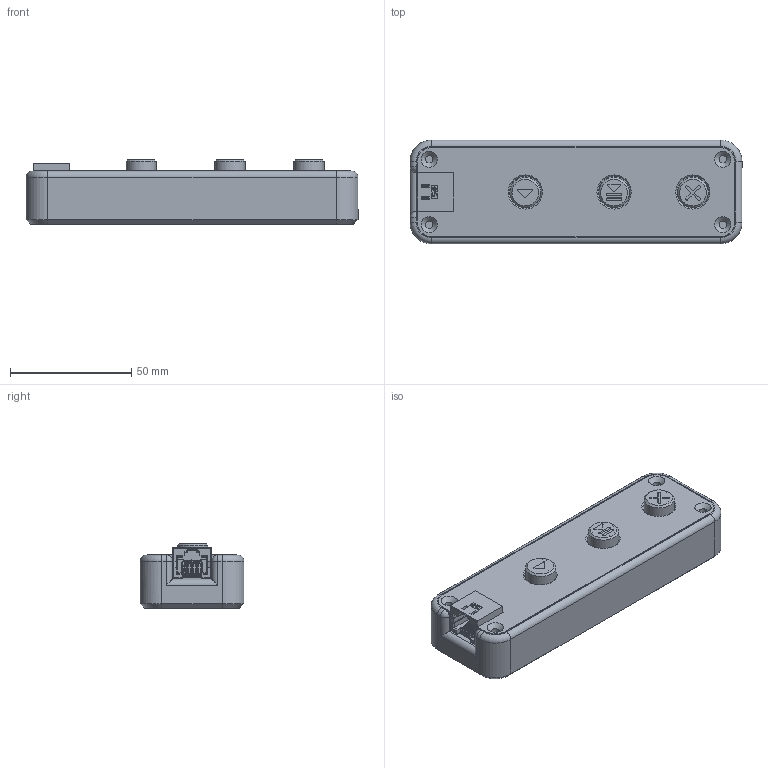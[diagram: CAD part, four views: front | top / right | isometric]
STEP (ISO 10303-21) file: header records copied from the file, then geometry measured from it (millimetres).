
FILE_DESCRIPTION(/* description */ (''),/* implementation_level */ '2;1');
FILE_NAME(/* name */ 'Button Breakout Case v2.step',/* time_stamp */ '2022-09-13T18:25:52-07:00',/* author */ (''),/* organization */ (''),/* preprocessor_version */ 'ST-DEVELOPER v19',/* originating_system */ 'Autodesk Translation Framework v11.7.0.108',/* authorisation */ '');
FILE_SCHEMA (('AUTOMOTIVE_DESIGN { 1 0 10303 214 3 1 1 }'));
Products named in the file (40): Button Breakout Case; USER_SW_Breakout v1; Board (2); Open CASCADE STEP translator 6.8 3.1.1; J24; Conn_Amphenol_RJHSE-5080_eec; SW3; SW2; SW1; c-4-1437565-2-s-3d; R91; R90; R89; R88; R87; R86; R85; User_Library-RES_1609-0603; D34; User_Library-LED_0603_R (1); D33; User_Library-LED_0603_R (1)_1; D32; User_Library-LED_0603_R (1)_2; D31; User_Library-LED_0603_R (1)_3; User_Library-LED_0603_R_Pocket002 (1); User_Library-LED_0603_R_Pad004 (1); User_Library-LED_0603_R_Fillet (1); User_Library-LED_0603_R_Pocket001 (1); User_Library-LED_0603_R_Pad (1); J26; Top Cover Button Breakout; Bottom Button Breakout Enclosure; Halt Button Cover; Start Button Cover; Start Button Lightpipe; Hold Button Cover; Hold Button Lightpipe; Halt Button Lightpipe
Assembly tree (65 placements, depth 5):
  Button Breakout Case
    USER_SW_Breakout v1
      Board (2)
        Open CASCADE STEP translator 6.8 3.1.1
      J24
        Conn_Amphenol_RJHSE-5080_eec
      SW3
        c-4-1437565-2-s-3d
      SW2
        c-4-1437565-2-s-3d
      SW1
        c-4-1437565-2-s-3d
      R91
        User_Library-RES_1609-0603
      R90
        User_Library-RES_1609-0603
      R89
        User_Library-RES_1609-0603
      R88
        User_Library-RES_1609-0603
      R87
        User_Library-RES_1609-0603
      R86
        User_Library-RES_1609-0603
      R85
        User_Library-RES_1609-0603
      D34
        User_Library-LED_0603_R (1)
          User_Library-LED_0603_R_Pocket002 (1)
          User_Library-LED_0603_R_Pad004 (1)
          User_Library-LED_0603_R_Fillet (1)
          User_Library-LED_0603_R_Pocket001 (1)
          User_Library-LED_0603_R_Pad (1)
      D33
        User_Library-LED_0603_R (1)_1
          User_Library-LED_0603_R_Pocket002 (1)
          User_Library-LED_0603_R_Pad004 (1)
          User_Library-LED_0603_R_Fillet (1)
          User_Library-LED_0603_R_Pocket001 (1)
          User_Library-LED_0603_R_Pad (1)
      D32
        User_Library-LED_0603_R (1)_2
          User_Library-LED_0603_R_Pocket002 (1)
          User_Library-LED_0603_R_Pad004 (1)
          User_Library-LED_0603_R_Fillet (1)
          User_Library-LED_0603_R_Pocket001 (1)
          User_Library-LED_0603_R_Pad (1)
      D31
        User_Library-LED_0603_R (1)_3
          User_Library-LED_0603_R_Pocket002 (1)
          User_Library-LED_0603_R_Pad004 (1)
          User_Library-LED_0603_R_Fillet (1)
          User_Library-LED_0603_R_Pocket001 (1)
          User_Library-LED_0603_R_Pad (1)
      J26  x4
    Top Cover Button Breakout
    Bottom Button Breakout Enclosure
    Halt Button Cover
    Start Button Cover
    Start Button Lightpipe
Bounding box: 136.9 x 42.8 x 26.7 mm (x, y, z)
Volume: 77095.3 mm3; surface area: 52565 mm2
Topology: 57 solids, 66 shells, 2244 faces, 5803 edges, 3814 vertices
Faces by surface type: plane 1376, bspline 380, cylinder 376, cone 106, torus 4, sphere 2
Full cylindrical faces by diameter (mm): 0.08 x4, 0.89 x8, 1 x12, 1.4 x12, 2.3 x3, 3.2 x4, 3.25 x2, 3.5 x6, 4.6 x4, 7 x7, 12.5 x3, 13.1 x3, 20 x3, 22.4 x3
Entity records: 53662 total; most frequent: CARTESIAN_POINT 16998, ORIENTED_EDGE 7411, DIRECTION 7017, EDGE_CURVE 3706, LINE 2571, VECTOR 2571, VERTEX_POINT 2424, AXIS2_PLACEMENT_3D 2223
